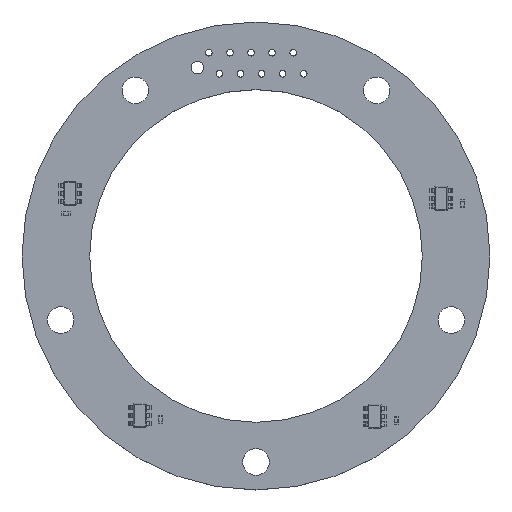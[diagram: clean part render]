
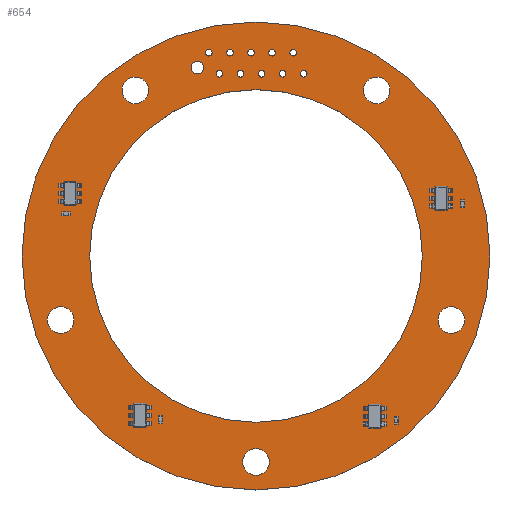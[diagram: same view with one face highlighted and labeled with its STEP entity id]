
A CAD part, top view. The second image highlights one B-rep face of the part: STEP entity #654.
In plain terms, the highlighted planar face has unit normal (0, 0, 1).
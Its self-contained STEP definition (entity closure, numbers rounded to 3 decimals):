
#65 = VERTEX_POINT('',#66);
#66 = CARTESIAN_POINT('',(188.7,-100.,0.));
#82 = EDGE_CURVE('',#65,#65,#83,.T.);
#83 = CIRCLE('',#84,28.2);
#84 = AXIS2_PLACEMENT_3D('',#85,#86,#87);
#85 = CARTESIAN_POINT('',(160.5,-100.,0.));
#86 = DIRECTION('',(0.,0.,1.));
#87 = DIRECTION('',(1.,0.,-0.));
#98 = VERTEX_POINT('',#99);
#99 = CARTESIAN_POINT('',(154.82,-75.9,0.));
#115 = EDGE_CURVE('',#98,#98,#116,.T.);
#116 = CIRCLE('',#117,0.4);
#117 = AXIS2_PLACEMENT_3D('',#118,#119,#120);
#118 = CARTESIAN_POINT('',(154.82,-75.5,0.));
#119 = DIRECTION('',(0.,0.,1.));
#120 = DIRECTION('',(0.,-1.,0.));
#131 = VERTEX_POINT('',#132);
#132 = CARTESIAN_POINT('',(157.36,-75.9,0.));
#148 = EDGE_CURVE('',#131,#131,#149,.T.);
#149 = CIRCLE('',#150,0.4);
#150 = AXIS2_PLACEMENT_3D('',#151,#152,#153);
#151 = CARTESIAN_POINT('',(157.36,-75.5,0.));
#152 = DIRECTION('',(0.,0.,1.));
#153 = DIRECTION('',(0.,-1.,0.));
#164 = VERTEX_POINT('',#165);
#165 = CARTESIAN_POINT('',(162.44,-75.9,0.));
#181 = EDGE_CURVE('',#164,#164,#182,.T.);
#182 = CIRCLE('',#183,0.4);
#183 = AXIS2_PLACEMENT_3D('',#184,#185,#186);
#184 = CARTESIAN_POINT('',(162.44,-75.5,0.));
#185 = DIRECTION('',(0.,0.,1.));
#186 = DIRECTION('',(0.,-1.,0.));
#197 = VERTEX_POINT('',#198);
#198 = CARTESIAN_POINT('',(159.9,-75.9,0.));
#214 = EDGE_CURVE('',#197,#197,#215,.T.);
#215 = CIRCLE('',#216,0.4);
#216 = AXIS2_PLACEMENT_3D('',#217,#218,#219);
#217 = CARTESIAN_POINT('',(159.9,-75.5,0.));
#218 = DIRECTION('',(0.,0.,1.));
#219 = DIRECTION('',(0.,-1.,0.));
#230 = VERTEX_POINT('',#231);
#231 = CARTESIAN_POINT('',(164.98,-75.9,0.));
#247 = EDGE_CURVE('',#230,#230,#248,.T.);
#248 = CIRCLE('',#249,0.4);
#249 = AXIS2_PLACEMENT_3D('',#250,#251,#252);
#250 = CARTESIAN_POINT('',(164.98,-75.5,0.));
#251 = DIRECTION('',(0.,0.,1.));
#252 = DIRECTION('',(0.,-1.,0.));
#263 = VERTEX_POINT('',#264);
#264 = CARTESIAN_POINT('',(161.17,-78.44,0.));
#280 = EDGE_CURVE('',#263,#263,#281,.T.);
#281 = CIRCLE('',#282,0.4);
#282 = AXIS2_PLACEMENT_3D('',#283,#284,#285);
#283 = CARTESIAN_POINT('',(161.17,-78.04,0.));
#284 = DIRECTION('',(0.,0.,1.));
#285 = DIRECTION('',(0.,-1.,0.));
#296 = VERTEX_POINT('',#297);
#297 = CARTESIAN_POINT('',(163.71,-78.44,0.));
#313 = EDGE_CURVE('',#296,#296,#314,.T.);
#314 = CIRCLE('',#315,0.4);
#315 = AXIS2_PLACEMENT_3D('',#316,#317,#318);
#316 = CARTESIAN_POINT('',(163.71,-78.04,0.));
#317 = DIRECTION('',(0.,0.,1.));
#318 = DIRECTION('',(0.,-1.,0.));
#329 = VERTEX_POINT('',#330);
#330 = CARTESIAN_POINT('',(156.09,-78.44,0.));
#346 = EDGE_CURVE('',#329,#329,#347,.T.);
#347 = CIRCLE('',#348,0.4);
#348 = AXIS2_PLACEMENT_3D('',#349,#350,#351);
#349 = CARTESIAN_POINT('',(156.09,-78.04,0.));
#350 = DIRECTION('',(0.,0.,1.));
#351 = DIRECTION('',(0.,-1.,0.));
#362 = VERTEX_POINT('',#363);
#363 = CARTESIAN_POINT('',(158.63,-78.44,0.));
#379 = EDGE_CURVE('',#362,#362,#380,.T.);
#380 = CIRCLE('',#381,0.4);
#381 = AXIS2_PLACEMENT_3D('',#382,#383,#384);
#382 = CARTESIAN_POINT('',(158.63,-78.04,0.));
#383 = DIRECTION('',(0.,0.,1.));
#384 = DIRECTION('',(0.,-1.,0.));
#395 = VERTEX_POINT('',#396);
#396 = CARTESIAN_POINT('',(153.42,-78.05,0.));
#412 = EDGE_CURVE('',#395,#395,#413,.T.);
#413 = CIRCLE('',#414,0.75);
#414 = AXIS2_PLACEMENT_3D('',#415,#416,#417);
#415 = CARTESIAN_POINT('',(153.42,-77.3,0.));
#416 = DIRECTION('',(0.,0.,1.));
#417 = DIRECTION('',(0.,-1.,0.));
#428 = VERTEX_POINT('',#429);
#429 = CARTESIAN_POINT('',(166.25,-78.44,0.));
#445 = EDGE_CURVE('',#428,#428,#446,.T.);
#446 = CIRCLE('',#447,0.4);
#447 = AXIS2_PLACEMENT_3D('',#448,#449,#450);
#448 = CARTESIAN_POINT('',(166.25,-78.04,0.));
#449 = DIRECTION('',(0.,0.,1.));
#450 = DIRECTION('',(0.,-1.,0.));
#461 = VERTEX_POINT('',#462);
#462 = CARTESIAN_POINT('',(180.549,-100.,0.));
#478 = EDGE_CURVE('',#461,#461,#479,.T.);
#479 = CIRCLE('',#480,20.049);
#480 = AXIS2_PLACEMENT_3D('',#481,#482,#483);
#481 = CARTESIAN_POINT('',(160.5,-100.,0.));
#482 = DIRECTION('',(0.,0.,1.));
#483 = DIRECTION('',(1.,0.,-0.));
#494 = VERTEX_POINT('',#495);
#495 = CARTESIAN_POINT('',(147.551,-80.042,0.));
#511 = EDGE_CURVE('',#494,#494,#512,.T.);
#512 = CIRCLE('',#513,1.6);
#513 = AXIS2_PLACEMENT_3D('',#514,#515,#516);
#514 = CARTESIAN_POINT('',(145.951,-80.042,0.));
#515 = DIRECTION('',(0.,0.,1.));
#516 = DIRECTION('',(1.,0.,-0.));
#527 = VERTEX_POINT('',#528);
#528 = CARTESIAN_POINT('',(176.649,-80.042,0.));
#544 = EDGE_CURVE('',#527,#527,#545,.T.);
#545 = CIRCLE('',#546,1.6);
#546 = AXIS2_PLACEMENT_3D('',#547,#548,#549);
#547 = CARTESIAN_POINT('',(175.049,-80.042,0.));
#548 = DIRECTION('',(0.,0.,1.));
#549 = DIRECTION('',(1.,0.,-0.));
#560 = VERTEX_POINT('',#561);
#561 = CARTESIAN_POINT('',(185.641,-107.716,0.));
#577 = EDGE_CURVE('',#560,#560,#578,.T.);
#578 = CIRCLE('',#579,1.6);
#579 = AXIS2_PLACEMENT_3D('',#580,#581,#582);
#580 = CARTESIAN_POINT('',(184.041,-107.716,0.));
#581 = DIRECTION('',(0.,0.,1.));
#582 = DIRECTION('',(1.,0.,-0.));
#593 = VERTEX_POINT('',#594);
#594 = CARTESIAN_POINT('',(162.1,-124.82,0.));
#610 = EDGE_CURVE('',#593,#593,#611,.T.);
#611 = CIRCLE('',#612,1.6);
#612 = AXIS2_PLACEMENT_3D('',#613,#614,#615);
#613 = CARTESIAN_POINT('',(160.5,-124.82,0.));
#614 = DIRECTION('',(0.,0.,1.));
#615 = DIRECTION('',(1.,0.,-0.));
#626 = VERTEX_POINT('',#627);
#627 = CARTESIAN_POINT('',(138.559,-107.716,0.));
#643 = EDGE_CURVE('',#626,#626,#644,.T.);
#644 = CIRCLE('',#645,1.6);
#645 = AXIS2_PLACEMENT_3D('',#646,#647,#648);
#646 = CARTESIAN_POINT('',(136.959,-107.716,0.));
#647 = DIRECTION('',(0.,0.,1.));
#648 = DIRECTION('',(1.,0.,-0.));
#654 = ADVANCED_FACE('',(#655,#658,#661,#664,#667,#670,#673,#676,#679,
    #682,#685,#688,#691,#694,#697,#700,#703,#706),#709,.T.);
#655 = FACE_BOUND('',#656,.T.);
#656 = EDGE_LOOP('',(#657));
#657 = ORIENTED_EDGE('',*,*,#82,.T.);
#658 = FACE_BOUND('',#659,.T.);
#659 = EDGE_LOOP('',(#660));
#660 = ORIENTED_EDGE('',*,*,#115,.F.);
#661 = FACE_BOUND('',#662,.T.);
#662 = EDGE_LOOP('',(#663));
#663 = ORIENTED_EDGE('',*,*,#148,.F.);
#664 = FACE_BOUND('',#665,.T.);
#665 = EDGE_LOOP('',(#666));
#666 = ORIENTED_EDGE('',*,*,#181,.F.);
#667 = FACE_BOUND('',#668,.T.);
#668 = EDGE_LOOP('',(#669));
#669 = ORIENTED_EDGE('',*,*,#214,.F.);
#670 = FACE_BOUND('',#671,.T.);
#671 = EDGE_LOOP('',(#672));
#672 = ORIENTED_EDGE('',*,*,#247,.F.);
#673 = FACE_BOUND('',#674,.T.);
#674 = EDGE_LOOP('',(#675));
#675 = ORIENTED_EDGE('',*,*,#280,.F.);
#676 = FACE_BOUND('',#677,.T.);
#677 = EDGE_LOOP('',(#678));
#678 = ORIENTED_EDGE('',*,*,#313,.F.);
#679 = FACE_BOUND('',#680,.T.);
#680 = EDGE_LOOP('',(#681));
#681 = ORIENTED_EDGE('',*,*,#346,.F.);
#682 = FACE_BOUND('',#683,.T.);
#683 = EDGE_LOOP('',(#684));
#684 = ORIENTED_EDGE('',*,*,#379,.F.);
#685 = FACE_BOUND('',#686,.T.);
#686 = EDGE_LOOP('',(#687));
#687 = ORIENTED_EDGE('',*,*,#412,.F.);
#688 = FACE_BOUND('',#689,.T.);
#689 = EDGE_LOOP('',(#690));
#690 = ORIENTED_EDGE('',*,*,#445,.F.);
#691 = FACE_BOUND('',#692,.T.);
#692 = EDGE_LOOP('',(#693));
#693 = ORIENTED_EDGE('',*,*,#478,.F.);
#694 = FACE_BOUND('',#695,.T.);
#695 = EDGE_LOOP('',(#696));
#696 = ORIENTED_EDGE('',*,*,#511,.F.);
#697 = FACE_BOUND('',#698,.T.);
#698 = EDGE_LOOP('',(#699));
#699 = ORIENTED_EDGE('',*,*,#544,.F.);
#700 = FACE_BOUND('',#701,.T.);
#701 = EDGE_LOOP('',(#702));
#702 = ORIENTED_EDGE('',*,*,#577,.F.);
#703 = FACE_BOUND('',#704,.T.);
#704 = EDGE_LOOP('',(#705));
#705 = ORIENTED_EDGE('',*,*,#610,.F.);
#706 = FACE_BOUND('',#707,.T.);
#707 = EDGE_LOOP('',(#708));
#708 = ORIENTED_EDGE('',*,*,#643,.F.);
#709 = PLANE('',#710);
#710 = AXIS2_PLACEMENT_3D('',#711,#712,#713);
#711 = CARTESIAN_POINT('',(160.5,-100.,0.));
#712 = DIRECTION('',(0.,0.,1.));
#713 = DIRECTION('',(1.,0.,-0.));
